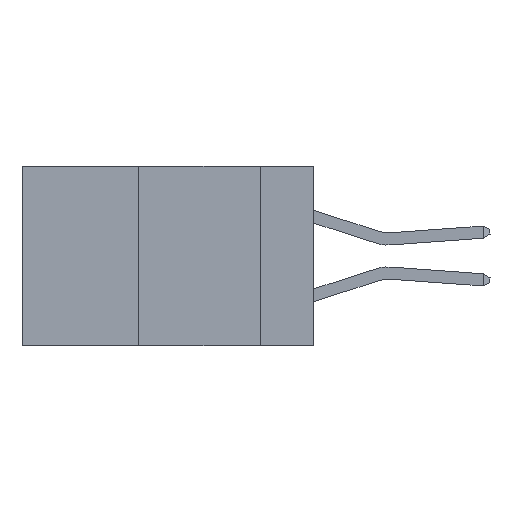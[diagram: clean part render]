
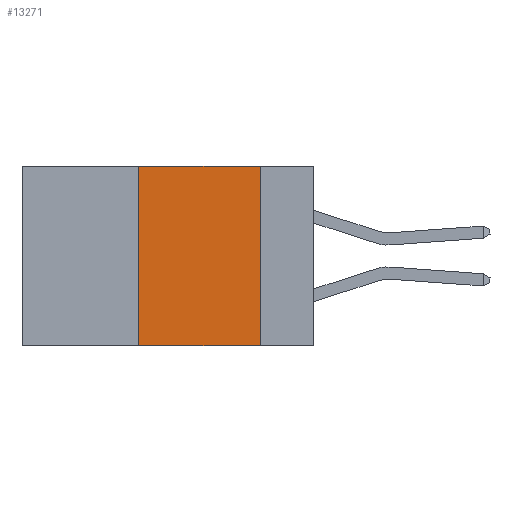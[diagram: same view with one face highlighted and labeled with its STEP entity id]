
A CAD part, left-side view. The second image highlights one B-rep face of the part: STEP entity #13271.
In plain terms, the highlighted planar face has unit normal (-1, 0, 0).
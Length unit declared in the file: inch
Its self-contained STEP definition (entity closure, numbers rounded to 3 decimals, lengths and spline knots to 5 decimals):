
#41 = EDGE_CURVE ( 'NONE', #25330, #32469, #26163, .T. ) ;
#748 = VERTEX_POINT ( 'NONE', #24122 ) ;
#890 = LINE ( 'NONE', #30063, #24135 ) ;
#2253 = CARTESIAN_POINT ( 'NONE',  ( 0., 0.6, 0. ) ) ;
#4166 = ORIENTED_EDGE ( 'NONE', *, *, #41, .T. ) ;
#5857 = LINE ( 'NONE', #25979, #17453 ) ;
#7408 = DIRECTION ( 'NONE',  ( 1., 0., 0. ) ) ;
#8225 = EDGE_LOOP ( 'NONE', ( #23229, #10074, #25169, #4166 ) ) ;
#10074 = ORIENTED_EDGE ( 'NONE', *, *, #25157, .F. ) ;
#11412 = DIRECTION ( 'NONE',  ( 0., -1., 0. ) ) ;
#12555 = VECTOR ( 'NONE', #11412, 39.37008 ) ;
#12690 = DIRECTION ( 'NONE',  ( 0., -1., 0. ) ) ;
#13271 = ADVANCED_FACE ( 'NONE', ( #14976 ), #17583, .F. ) ;
#13345 = CARTESIAN_POINT ( 'NONE',  ( 0., 0.36, -0.37 ) ) ;
#14976 = FACE_OUTER_BOUND ( 'NONE', #8225, .T. ) ;
#15080 = AXIS2_PLACEMENT_3D ( 'NONE', #2253, #7408, #17908 ) ;
#16786 = LINE ( 'NONE', #19842, #18398 ) ;
#17453 = VECTOR ( 'NONE', #25868, 39.37008 ) ;
#17583 = PLANE ( 'NONE',  #15080 ) ;
#17908 = DIRECTION ( 'NONE',  ( 0., 0., -1. ) ) ;
#18398 = VECTOR ( 'NONE', #12690, 39.37008 ) ;
#18759 = EDGE_CURVE ( 'NONE', #25330, #748, #890, .T. ) ;
#19761 = EDGE_CURVE ( 'NONE', #22984, #32469, #5857, .T. ) ;
#19842 = CARTESIAN_POINT ( 'NONE',  ( 0., 0.6, 0. ) ) ;
#20837 = CARTESIAN_POINT ( 'NONE',  ( 0., 0.11, 0. ) ) ;
#22984 = VERTEX_POINT ( 'NONE', #20837 ) ;
#23229 = ORIENTED_EDGE ( 'NONE', *, *, #19761, .F. ) ;
#23867 = CARTESIAN_POINT ( 'NONE',  ( 0., 0.11, -0.37 ) ) ;
#24122 = CARTESIAN_POINT ( 'NONE',  ( 0., 0.36, 0. ) ) ;
#24135 = VECTOR ( 'NONE', #32646, 39.37008 ) ;
#25157 = EDGE_CURVE ( 'NONE', #748, #22984, #16786, .T. ) ;
#25169 = ORIENTED_EDGE ( 'NONE', *, *, #18759, .F. ) ;
#25330 = VERTEX_POINT ( 'NONE', #13345 ) ;
#25868 = DIRECTION ( 'NONE',  ( 0., 0., -1. ) ) ;
#25979 = CARTESIAN_POINT ( 'NONE',  ( 0., 0.11, 0. ) ) ;
#26163 = LINE ( 'NONE', #26750, #12555 ) ;
#26750 = CARTESIAN_POINT ( 'NONE',  ( 0., 0.6, -0.37 ) ) ;
#30063 = CARTESIAN_POINT ( 'NONE',  ( 0., 0.36, 0. ) ) ;
#32469 = VERTEX_POINT ( 'NONE', #23867 ) ;
#32646 = DIRECTION ( 'NONE',  ( 0., 0., 1. ) ) ;
